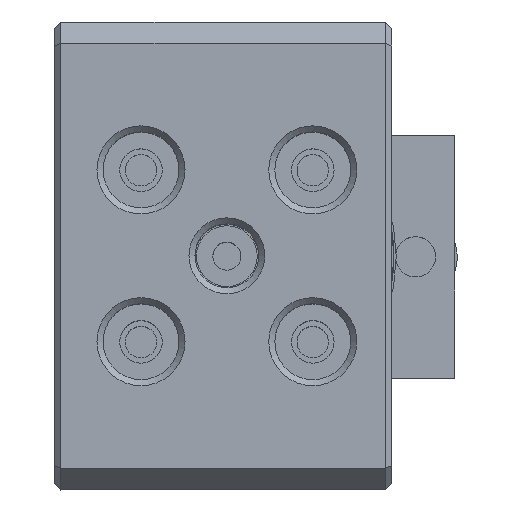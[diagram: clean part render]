
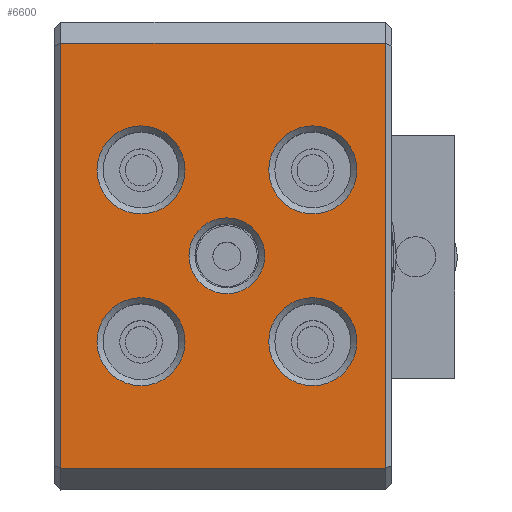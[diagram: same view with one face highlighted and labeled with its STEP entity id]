
A CAD part, top view. The second image highlights one B-rep face of the part: STEP entity #6600.
In plain terms, the highlighted planar face has unit normal (0, 0, 1).
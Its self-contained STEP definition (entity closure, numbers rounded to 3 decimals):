
#204=FACE_BOUND('',#1168,.T.);
#205=FACE_BOUND('',#1169,.T.);
#206=FACE_BOUND('',#1170,.T.);
#207=FACE_BOUND('',#1171,.T.);
#208=FACE_BOUND('',#1172,.T.);
#381=PLANE('',#7318);
#733=FACE_OUTER_BOUND('',#1167,.T.);
#1167=EDGE_LOOP('',(#5862,#5863,#5864,#5865));
#1168=EDGE_LOOP('',(#5866));
#1169=EDGE_LOOP('',(#5867));
#1170=EDGE_LOOP('',(#5868));
#1171=EDGE_LOOP('',(#5869));
#1172=EDGE_LOOP('',(#5870));
#1704=LINE('',#11399,#2241);
#1705=LINE('',#11401,#2242);
#1706=LINE('',#11403,#2243);
#1707=LINE('',#11404,#2244);
#2241=VECTOR('',#9168,10.);
#2242=VECTOR('',#9169,1000.);
#2243=VECTOR('',#9170,1000.);
#2244=VECTOR('',#9171,1000.);
#2608=CIRCLE('',#7315,2.9);
#2611=CIRCLE('',#7319,2.9);
#2612=CIRCLE('',#7320,2.9);
#2613=CIRCLE('',#7321,2.5);
#2614=CIRCLE('',#7322,2.9);
#3191=VERTEX_POINT('',#11389);
#3194=VERTEX_POINT('',#11397);
#3195=VERTEX_POINT('',#11398);
#3196=VERTEX_POINT('',#11400);
#3197=VERTEX_POINT('',#11402);
#3198=VERTEX_POINT('',#11405);
#3199=VERTEX_POINT('',#11407);
#3200=VERTEX_POINT('',#11409);
#3201=VERTEX_POINT('',#11411);
#4088=EDGE_CURVE('',#3191,#3191,#2608,.T.);
#4092=EDGE_CURVE('',#3194,#3195,#1704,.T.);
#4093=EDGE_CURVE('',#3194,#3196,#1705,.T.);
#4094=EDGE_CURVE('',#3196,#3197,#1706,.T.);
#4095=EDGE_CURVE('',#3195,#3197,#1707,.T.);
#4096=EDGE_CURVE('',#3198,#3198,#2611,.T.);
#4097=EDGE_CURVE('',#3199,#3199,#2612,.T.);
#4098=EDGE_CURVE('',#3200,#3200,#2613,.T.);
#4099=EDGE_CURVE('',#3201,#3201,#2614,.T.);
#5862=ORIENTED_EDGE('',*,*,#4092,.F.);
#5863=ORIENTED_EDGE('',*,*,#4093,.T.);
#5864=ORIENTED_EDGE('',*,*,#4094,.T.);
#5865=ORIENTED_EDGE('',*,*,#4095,.F.);
#5866=ORIENTED_EDGE('',*,*,#4096,.F.);
#5867=ORIENTED_EDGE('',*,*,#4097,.F.);
#5868=ORIENTED_EDGE('',*,*,#4098,.T.);
#5869=ORIENTED_EDGE('',*,*,#4099,.F.);
#5870=ORIENTED_EDGE('',*,*,#4088,.F.);
#6600=ADVANCED_FACE('',(#733,#204,#205,#206,#207,#208),#381,.F.);
#7315=AXIS2_PLACEMENT_3D('',#11390,#9159,#9160);
#7318=AXIS2_PLACEMENT_3D('',#11396,#9166,#9167);
#7319=AXIS2_PLACEMENT_3D('',#11406,#9172,#9173);
#7320=AXIS2_PLACEMENT_3D('',#11408,#9174,#9175);
#7321=AXIS2_PLACEMENT_3D('',#11410,#9176,#9177);
#7322=AXIS2_PLACEMENT_3D('',#11412,#9178,#9179);
#9159=DIRECTION('center_axis',(0.,0.,1.));
#9160=DIRECTION('ref_axis',(-1.,0.,0.));
#9166=DIRECTION('center_axis',(0.,0.,-1.));
#9167=DIRECTION('ref_axis',(0.,-1.,0.));
#9168=DIRECTION('',(0.,-1.,0.));
#9169=DIRECTION('',(-1.,0.,0.));
#9170=DIRECTION('',(0.,-1.,0.));
#9171=DIRECTION('',(-1.,0.,0.));
#9172=DIRECTION('center_axis',(0.,0.,1.));
#9173=DIRECTION('ref_axis',(-1.,0.,0.));
#9174=DIRECTION('center_axis',(0.,0.,1.));
#9175=DIRECTION('ref_axis',(-1.,0.,0.));
#9176=DIRECTION('center_axis',(0.,0.,-1.));
#9177=DIRECTION('ref_axis',(-1.,0.,0.));
#9178=DIRECTION('center_axis',(0.,0.,1.));
#9179=DIRECTION('ref_axis',(-1.,0.,0.));
#11389=CARTESIAN_POINT('',(-0.357,5.657,35.5));
#11390=CARTESIAN_POINT('Origin',(-3.257,5.657,35.5));
#11396=CARTESIAN_POINT('Origin',(46.778,14.,35.5));
#11397=CARTESIAN_POINT('',(12.85,14.,35.5));
#11398=CARTESIAN_POINT('',(12.85,-14.,35.5));
#11399=CARTESIAN_POINT('',(12.85,7.,35.5));
#11400=CARTESIAN_POINT('',(-8.54,14.,35.5));
#11401=CARTESIAN_POINT('',(46.778,14.,35.5));
#11402=CARTESIAN_POINT('',(-8.54,-14.,35.5));
#11403=CARTESIAN_POINT('',(-8.54,14.,35.5));
#11404=CARTESIAN_POINT('',(46.778,-14.,35.5));
#11405=CARTESIAN_POINT('',(-0.357,-5.657,35.5));
#11406=CARTESIAN_POINT('Origin',(-3.257,-5.657,35.5));
#11407=CARTESIAN_POINT('',(10.957,5.657,35.5));
#11408=CARTESIAN_POINT('Origin',(8.057,5.657,35.5));
#11409=CARTESIAN_POINT('',(-0.1,0.,35.5));
#11410=CARTESIAN_POINT('Origin',(2.4,0.,35.5));
#11411=CARTESIAN_POINT('',(10.957,-5.657,35.5));
#11412=CARTESIAN_POINT('Origin',(8.057,-5.657,35.5));
